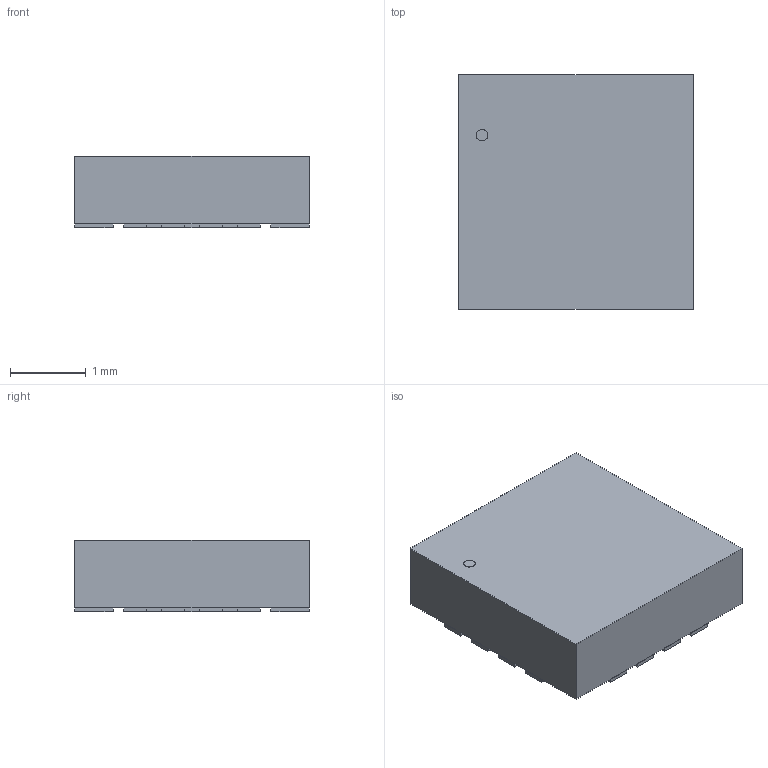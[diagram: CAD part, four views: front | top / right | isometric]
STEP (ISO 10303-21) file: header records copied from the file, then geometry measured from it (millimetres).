
FILE_DESCRIPTION (( 'STEP AP214' ), '1' );
FILE_NAME ('MA732GQ-Z.STEP', '2024-01-29T05:06:57', ( '' ), ( '' ), 'SwSTEP 2.0', 'SolidWorks 2016', '' );
FILE_SCHEMA (( 'AUTOMOTIVE_DESIGN' ));
Length unit declared in the file: millimetre
Products named in the file (1): MA732GQ-Z
Bounding box: 3.1 x 3.1 x 0.94 mm (x, y, z)
Volume: 8.8 mm3; surface area: 42.7 mm2
Topology: 19 solids, 19 shells, 112 faces, 222 edges, 148 vertices
Faces by surface type: plane 110, cylinder 2
Entity records: 3026 total; most frequent: CARTESIAN_POINT 483, DIRECTION 452, ORIENTED_EDGE 444, EDGE_CURVE 222, VECTOR 218, LINE 218, VERTEX_POINT 148, AXIS2_PLACEMENT_3D 117
